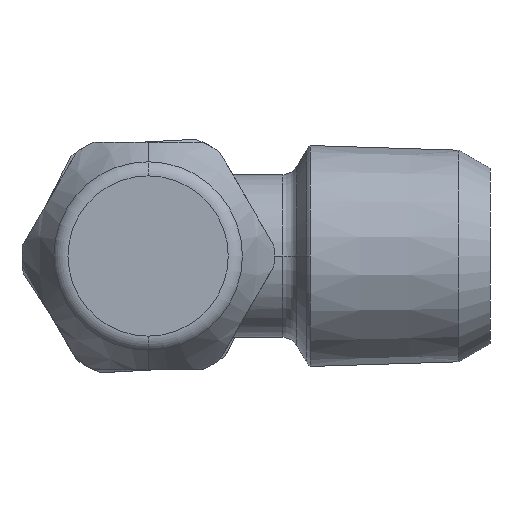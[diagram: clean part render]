
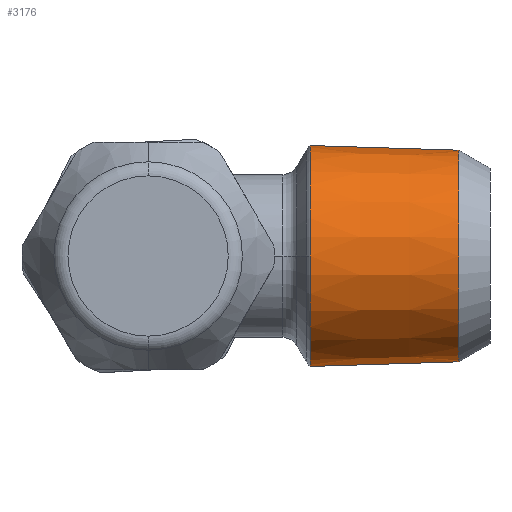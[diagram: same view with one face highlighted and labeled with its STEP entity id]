
A CAD part, left-side view. The second image highlights one B-rep face of the part: STEP entity #3176.
In plain terms, the highlighted conical face has half-angle 1.788 degrees and reference radius 6.815 mm.
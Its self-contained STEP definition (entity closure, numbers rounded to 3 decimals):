
#87 = AXIS2_PLACEMENT_3D ( 'NONE', #1466, #1467, #1468 ) ;
#115 = AXIS2_PLACEMENT_3D ( 'NONE', #3156, #3157, #3158 ) ;
#153 = AXIS2_PLACEMENT_3D ( 'NONE', #2645, #2646, #2647 ) ;
#217 = AXIS2_PLACEMENT_3D ( 'NONE', #3988, #3989, #3987 ) ;
#305 = EDGE_LOOP ( 'NONE', ( #3569, #3570, #3571, #3572, #3573 ) ) ;
#888 = DIRECTION ( 'NONE',  ( 0., 1., -0.031 ) ) ;
#892 = CARTESIAN_POINT ( 'NONE',  ( 0., -9., -6.815 ) ) ;
#1381 = CARTESIAN_POINT ( 'NONE',  ( 0., -9., 6.815 ) ) ;
#1382 = DIRECTION ( 'NONE',  ( 0., 1., 0.031 ) ) ;
#1466 = CARTESIAN_POINT ( 'NONE',  ( 0., -9.958, 0. ) ) ;
#1467 = DIRECTION ( 'NONE',  ( 0., -1., 0. ) ) ;
#1468 = DIRECTION ( 'NONE',  ( 0., 0., -1. ) ) ;
#1542 = EDGE_CURVE ( 'NONE', #3703, #3708, #1927, .T. ) ;
#1568 = EDGE_CURVE ( 'NONE', #3708, #3729, #1959, .T. ) ;
#1638 = EDGE_CURVE ( 'NONE', #3729, #3706, #2019, .T. ) ;
#1732 = EDGE_CURVE ( 'NONE', #3703, #3687, #2325, .T. ) ;
#1927 = LINE ( 'NONE', #1381, #1928 ) ;
#1928 = VECTOR ( 'NONE', #1382, 1000. ) ;
#1959 = CIRCLE ( 'NONE', #87, 6.785 ) ;
#2019 = CIRCLE ( 'NONE', #115, 6.785 ) ;
#2325 = CIRCLE ( 'NONE', #153, 6.5 ) ;
#2443 = LINE ( 'NONE', #892, #2445 ) ;
#2445 = VECTOR ( 'NONE', #888, 1000. ) ;
#2471 = FACE_OUTER_BOUND ( 'NONE', #305, .T. ) ;
#2478 = CONICAL_SURFACE ( 'NONE', #217, 6.815, 0.031 ) ;
#2645 = CARTESIAN_POINT ( 'NONE',  ( 0., -19.095, 0. ) ) ;
#2646 = DIRECTION ( 'NONE',  ( 0., -1., 0. ) ) ;
#2647 = DIRECTION ( 'NONE',  ( 0., 0., -1. ) ) ;
#2857 = EDGE_CURVE ( 'NONE', #3687, #3706, #2443, .T. ) ;
#3156 = CARTESIAN_POINT ( 'NONE',  ( 0., -9.958, 0. ) ) ;
#3157 = DIRECTION ( 'NONE',  ( 0., -1., 0. ) ) ;
#3158 = DIRECTION ( 'NONE',  ( 0., 0., -1. ) ) ;
#3176 = ADVANCED_FACE ( 'NONE', ( #2471 ), #2478, .T. ) ;
#3569 = ORIENTED_EDGE ( 'NONE', *, *, #2857, .F. ) ;
#3570 = ORIENTED_EDGE ( 'NONE', *, *, #1732, .F. ) ;
#3571 = ORIENTED_EDGE ( 'NONE', *, *, #1542, .T. ) ;
#3572 = ORIENTED_EDGE ( 'NONE', *, *, #1568, .T. ) ;
#3573 = ORIENTED_EDGE ( 'NONE', *, *, #1638, .T. ) ;
#3687 = VERTEX_POINT ( 'NONE', #4345 ) ;
#3703 = VERTEX_POINT ( 'NONE', #4361 ) ;
#3706 = VERTEX_POINT ( 'NONE', #4364 ) ;
#3708 = VERTEX_POINT ( 'NONE', #4366 ) ;
#3729 = VERTEX_POINT ( 'NONE', #4387 ) ;
#3987 = DIRECTION ( 'NONE',  ( 0., 0., 1. ) ) ;
#3988 = CARTESIAN_POINT ( 'NONE',  ( 0., -9., 0. ) ) ;
#3989 = DIRECTION ( 'NONE',  ( 0., 1., 0. ) ) ;
#4345 = CARTESIAN_POINT ( 'NONE',  ( 0., -19.095, -6.5 ) ) ;
#4361 = CARTESIAN_POINT ( 'NONE',  ( 0., -19.095, 6.5 ) ) ;
#4364 = CARTESIAN_POINT ( 'NONE',  ( 0., -9.958, -6.785 ) ) ;
#4366 = CARTESIAN_POINT ( 'NONE',  ( 0., -9.958, 6.785 ) ) ;
#4387 = CARTESIAN_POINT ( 'NONE',  ( -6.785, -9.958, 0. ) ) ;
